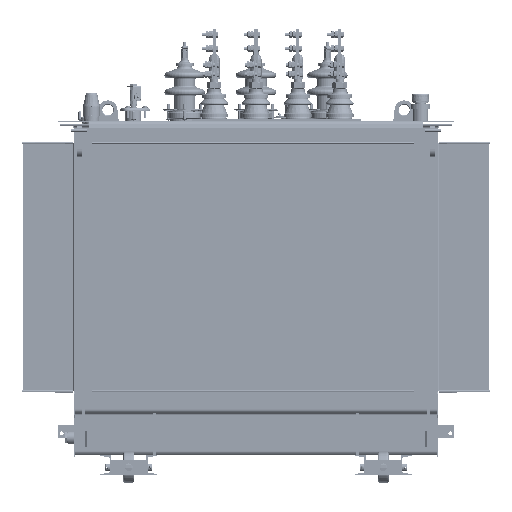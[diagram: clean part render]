
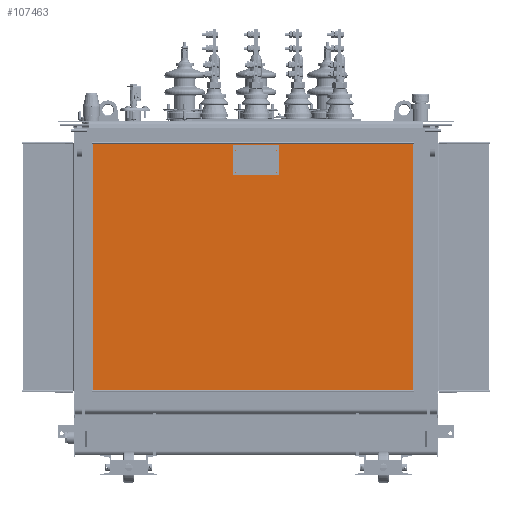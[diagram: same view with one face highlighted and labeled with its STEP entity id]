
A CAD part, front view. The second image highlights one B-rep face of the part: STEP entity #107463.
In plain terms, the highlighted planar face has unit normal (0, -1, 0).
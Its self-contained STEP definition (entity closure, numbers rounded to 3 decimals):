
#13638=FACE_OUTER_BOUND('',#21955,.T.);
#21955=EDGE_LOOP('',(#92186,#92187,#92188,#92189));
#29228=LINE('',#189779,#36529);
#29231=LINE('',#189785,#36532);
#29232=LINE('',#189787,#36533);
#29233=LINE('',#189788,#36534);
#36529=VECTOR('',#144233,800.);
#36532=VECTOR('',#144238,1032.);
#36533=VECTOR('',#144239,800.);
#36534=VECTOR('',#144240,1032.);
#50434=VERTEX_POINT('',#189776);
#50435=VERTEX_POINT('',#189778);
#50437=VERTEX_POINT('',#189784);
#50438=VERTEX_POINT('',#189786);
#64343=EDGE_CURVE('',#50435,#50434,#29228,.T.);
#64346=EDGE_CURVE('',#50434,#50437,#29231,.T.);
#64347=EDGE_CURVE('',#50438,#50437,#29232,.T.);
#64348=EDGE_CURVE('',#50438,#50435,#29233,.T.);
#92186=ORIENTED_EDGE('',*,*,#64346,.T.);
#92187=ORIENTED_EDGE('',*,*,#64347,.F.);
#92188=ORIENTED_EDGE('',*,*,#64348,.T.);
#92189=ORIENTED_EDGE('',*,*,#64343,.T.);
#95341=PLANE('',#117358);
#107463=ADVANCED_FACE('',(#13638),#95341,.T.);
#117358=AXIS2_PLACEMENT_3D('',#189783,#144236,#144237);
#144233=DIRECTION('',(0.,0.,1.));
#144236=DIRECTION('center_axis',(0.,-1.,0.));
#144237=DIRECTION('ref_axis',(1.,0.,0.));
#144238=DIRECTION('',(-1.,0.,0.));
#144239=DIRECTION('',(0.,0.,1.));
#144240=DIRECTION('',(1.,0.,0.));
#189776=CARTESIAN_POINT('',(506.5,-462.4,1005.));
#189778=CARTESIAN_POINT('',(506.5,-462.4,205.));
#189779=CARTESIAN_POINT('',(506.5,-462.4,205.));
#189783=CARTESIAN_POINT('Origin',(-525.5,-462.4,205.));
#189784=CARTESIAN_POINT('',(-525.5,-462.4,1005.));
#189785=CARTESIAN_POINT('',(-267.5,-462.4,1005.));
#189786=CARTESIAN_POINT('',(-525.5,-462.4,205.));
#189787=CARTESIAN_POINT('',(-525.5,-462.4,205.));
#189788=CARTESIAN_POINT('',(-525.5,-462.4,205.));
